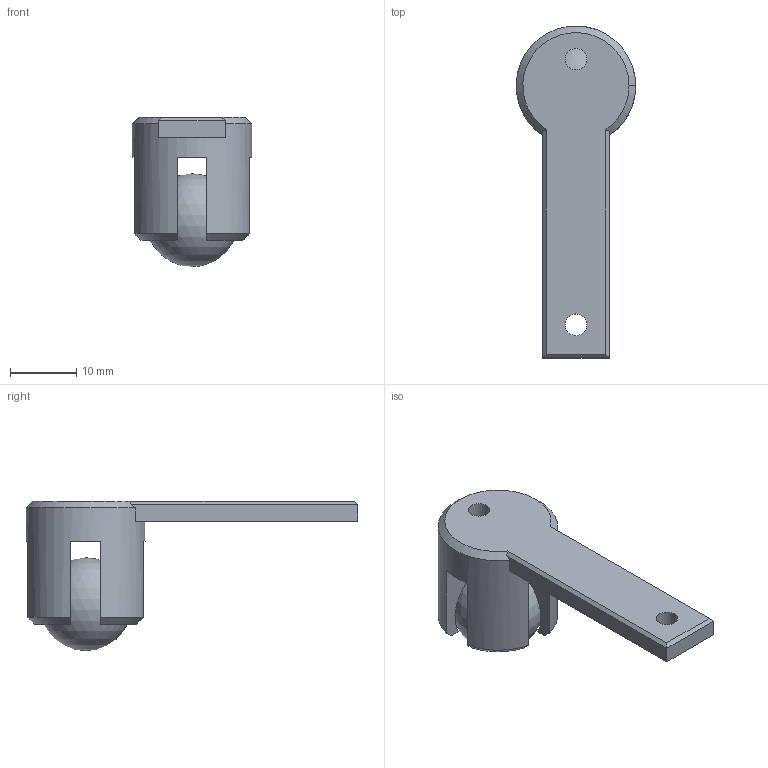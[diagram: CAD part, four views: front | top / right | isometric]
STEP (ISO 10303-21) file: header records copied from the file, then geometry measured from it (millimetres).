
FILE_DESCRIPTION(('FreeCAD Model'),'2;1');
FILE_NAME('BallCaster.step', '2015-05-05T09:38:45',('FreeCAD'),('FreeCAD'), 'Open CASCADE STEP processor 6.5','FreeCAD','Unknown');
FILE_SCHEMA(('AUTOMOTIVE_DESIGN_CC2 { 1 2 10303 214 -1 1 5 4 }'));
Length unit declared in the file: millimetre
Products named in the file (2): Clone_of_BallCasterSphere; BallCasterPrintingChamfer022-Final
Bounding box: 17.99 x 50 x 22.5 mm (x, y, z)
Volume: 4792 mm3; surface area: 3350.3 mm2
Topology: 2 solids, 2 shells, 38 faces, 107 edges, 71 vertices
Faces by surface type: plane 23, cone 6, sphere 5, cylinder 4
Full cylindrical faces by diameter (mm): 3.25 x2, 6 x1, 18 x1
Entity records: 2929 total; most frequent: CARTESIAN_POINT 920, DIRECTION 347, ORIENTED_EDGE 208, PCURVE 208, DEFINITIONAL_REPRESENTATION 208, LINE 147, VECTOR 147, EDGE_CURVE 104
